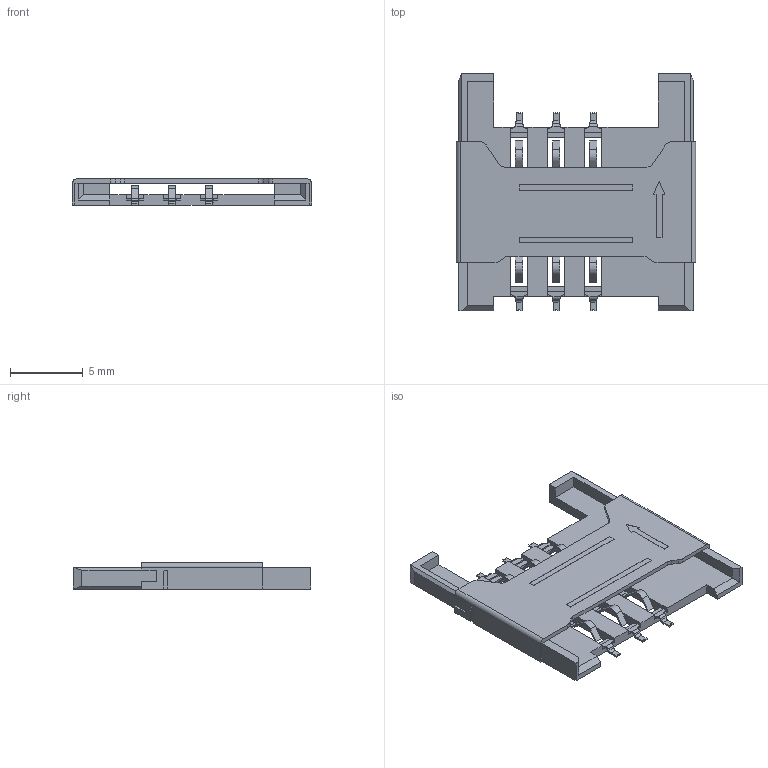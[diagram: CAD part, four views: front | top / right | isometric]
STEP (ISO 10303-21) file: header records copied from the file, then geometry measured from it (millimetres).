
FILE_DESCRIPTION (( 'STEP AP214' ), '1' );
FILE_NAME ('User Library-Sim Card Holder.STEP', '2016-01-06T01:54:12', ( 'Windows User' ), ( '' ), 'SwSTEP 2.0', 'SolidWorks 2016', '' );
FILE_SCHEMA (( 'AUTOMOTIVE_DESIGN' ));
Length unit declared in the file: millimetre
Products named in the file (1): User Library-Sim Card Holder
Bounding box: 16.4 x 16.3 x 1.8 mm (x, y, z)
Volume: 181.8 mm3; surface area: 769.8 mm2
Topology: 1 solids, 1 shells, 347 faces, 996 edges, 652 vertices
Faces by surface type: plane 266, cylinder 81
Entity records: 13498 total; most frequent: CARTESIAN_POINT 2248, ORIENTED_EDGE 1992, DIRECTION 1734, EDGE_CURVE 996, VECTOR 810, LINE 810, VERTEX_POINT 652, AXIS2_PLACEMENT_3D 462
